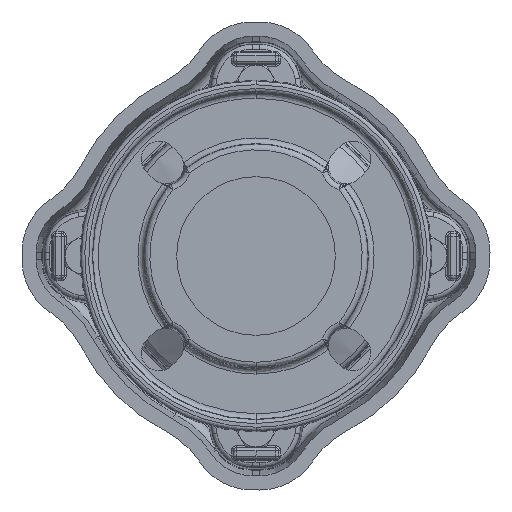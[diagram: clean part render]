
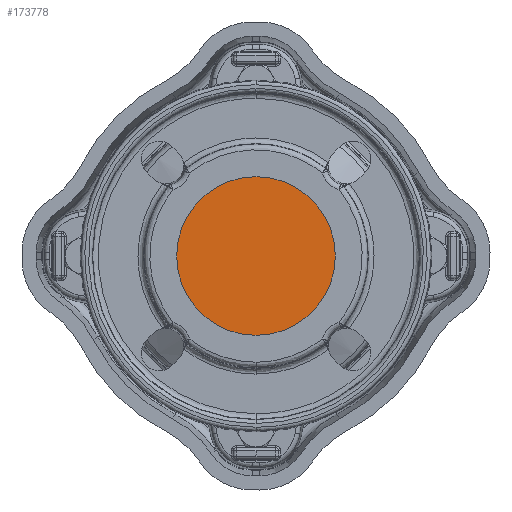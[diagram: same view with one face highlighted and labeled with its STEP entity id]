
A CAD part, left-side view. The second image highlights one B-rep face of the part: STEP entity #173778.
In plain terms, the highlighted planar face has unit normal (-1, 0, 0).
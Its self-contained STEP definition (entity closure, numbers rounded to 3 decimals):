
#1651 = DIRECTION ( 'NONE',  ( 0., 0., -1. ) ) ;
#10643 = CARTESIAN_POINT ( 'NONE',  ( 2.686, 0., 42.818 ) ) ;
#28086 = DIRECTION ( 'NONE',  ( 0., 0., 1. ) ) ;
#36334 = CARTESIAN_POINT ( 'NONE',  ( 2.686, 0., -42.818 ) ) ;
#38777 = VERTEX_POINT ( 'NONE', #10643 ) ;
#39634 = VERTEX_POINT ( 'NONE', #36334 ) ;
#46662 = DIRECTION ( 'NONE',  ( -1., 0., 0. ) ) ;
#59899 = EDGE_CURVE ( 'NONE', #39634, #38777, #225039, .T. ) ;
#60111 = AXIS2_PLACEMENT_3D ( 'NONE', #151068, #46662, #28086 ) ;
#70370 = ORIENTED_EDGE ( 'NONE', *, *, #155150, .F. ) ;
#121804 = FACE_OUTER_BOUND ( 'NONE', #182909, .T. ) ;
#124785 = DIRECTION ( 'NONE',  ( 1., 0., 0. ) ) ;
#145377 = CARTESIAN_POINT ( 'NONE',  ( 2.686, 0., 0. ) ) ;
#147649 = DIRECTION ( 'NONE',  ( 1., 0., 0. ) ) ;
#151068 = CARTESIAN_POINT ( 'NONE',  ( 2.686, -43.332, -43.332 ) ) ;
#155150 = EDGE_CURVE ( 'NONE', #38777, #39634, #209273, .T. ) ;
#156969 = AXIS2_PLACEMENT_3D ( 'NONE', #178852, #124785, #1651 ) ;
#157216 = ORIENTED_EDGE ( 'NONE', *, *, #59899, .F. ) ;
#160017 = AXIS2_PLACEMENT_3D ( 'NONE', #145377, #147649, #197944 ) ;
#173778 = ADVANCED_FACE ( 'NONE', ( #121804 ), #186636, .T. ) ;
#178852 = CARTESIAN_POINT ( 'NONE',  ( 2.686, 0., 0. ) ) ;
#182909 = EDGE_LOOP ( 'NONE', ( #157216, #70370 ) ) ;
#186636 = PLANE ( 'NONE',  #60111 ) ;
#197944 = DIRECTION ( 'NONE',  ( 0., 0., -1. ) ) ;
#209273 = CIRCLE ( 'NONE', #156969, 42.818 ) ;
#225039 = CIRCLE ( 'NONE', #160017, 42.818 ) ;
